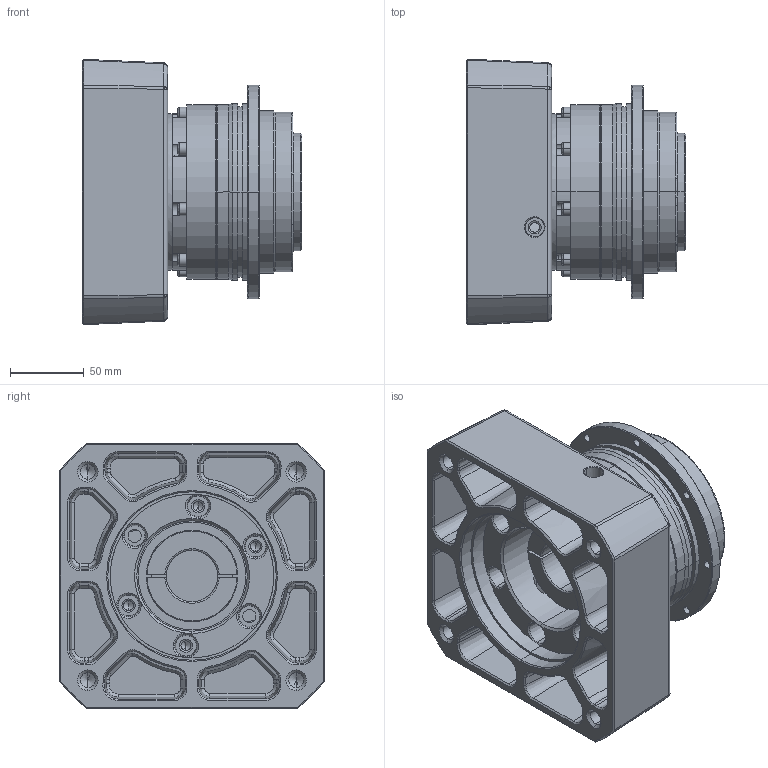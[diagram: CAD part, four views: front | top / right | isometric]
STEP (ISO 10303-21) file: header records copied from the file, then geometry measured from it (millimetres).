
FILE_DESCRIPTION (( 'STEP AP214' ), '1' );
FILE_NAME ('SD110-L1-35-114.3-200M12.STEP', '2022-02-19T09:15:21', ( 'admin' ), ( '' ), 'SwSTEP 2.0', 'SolidWorks 2013', '' );
FILE_SCHEMA (( 'AUTOMOTIVE_DESIGN' ));
Length unit declared in the file: millimetre
Products named in the file (4): SD110-L1; PB115-114.3-200M12-82; PB115_X2_58F34F537AEF_X0_; SD110-L1-35-114.3-200M12
Assembly tree (3 placements, depth 2):
  SD110-L1-35-114.3-200M12
    PB115_X2_58F34F537AEF_X0_
    PB115-114.3-200M12-82
    SD110-L1
Bounding box: 149 x 180 x 180 mm (x, y, z)
Volume: 1906006.6 mm3; surface area: 279160.7 mm2
Topology: 3 solids, 3 shells, 921 faces, 2262 edges, 1338 vertices
Faces by surface type: cone 410, cylinder 241, plane 205, bspline 65
Entity records: 39526 total; most frequent: CARTESIAN_POINT 7917, DIRECTION 4669, ORIENTED_EDGE 4316, EDGE_CURVE 2158, AXIS2_PLACEMENT_3D 1846, VERTEX_POINT 1332, EDGE_LOOP 1052, CIRCLE 984
